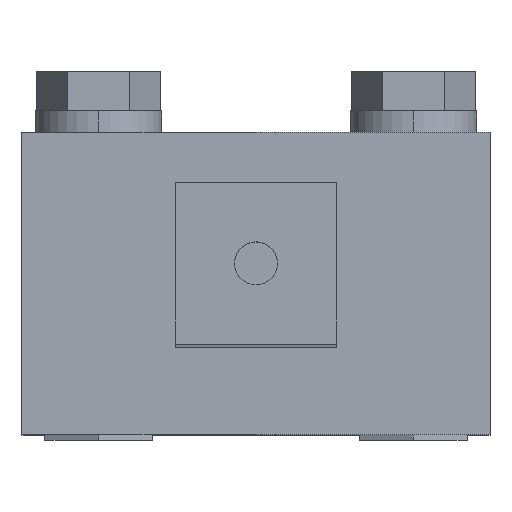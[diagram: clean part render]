
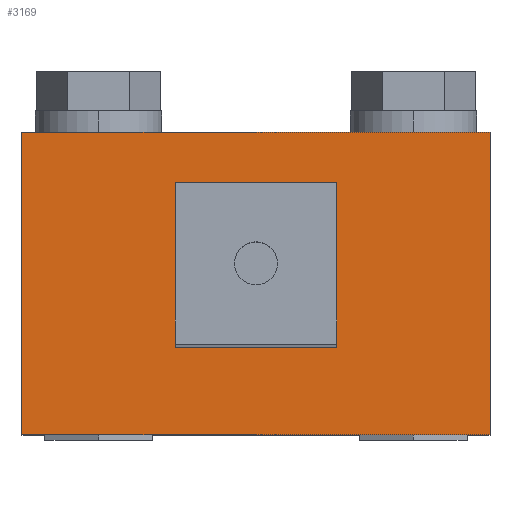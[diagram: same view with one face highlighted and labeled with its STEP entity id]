
A CAD part, top view. The second image highlights one B-rep face of the part: STEP entity #3169.
In plain terms, the highlighted planar face has unit normal (0, 0, 1).
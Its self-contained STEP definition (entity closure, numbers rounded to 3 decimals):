
#212=DIRECTION('',(0.,1.,0.));
#213=VECTOR('',#212,15.);
#214=CARTESIAN_POINT('',(7.5,-7.5,41.5));
#215=LINE('',#214,#213);
#226=DIRECTION('',(0.,-1.,0.));
#227=VECTOR('',#226,28.125);
#228=CARTESIAN_POINT('',(21.75,12.5,41.5));
#229=LINE('',#228,#227);
#254=DIRECTION('',(-1.,0.,0.));
#255=VECTOR('',#254,43.5);
#256=CARTESIAN_POINT('',(21.75,-15.625,41.5));
#257=LINE('',#256,#255);
#485=DIRECTION('',(0.,1.,0.));
#486=VECTOR('',#485,28.125);
#487=CARTESIAN_POINT('',(-21.75,-15.625,41.5));
#488=LINE('',#487,#486);
#814=DIRECTION('',(1.,0.,0.));
#815=VECTOR('',#814,43.5);
#816=CARTESIAN_POINT('',(-21.75,12.5,41.5));
#817=LINE('',#816,#815);
#1478=DIRECTION('',(-1.,0.,0.));
#1479=VECTOR('',#1478,15.);
#1480=CARTESIAN_POINT('',(7.5,7.5,41.5));
#1481=LINE('',#1480,#1479);
#1852=DIRECTION('',(0.,-1.,0.));
#1853=VECTOR('',#1852,15.);
#1854=CARTESIAN_POINT('',(-7.5,7.5,41.5));
#1855=LINE('',#1854,#1853);
#1866=DIRECTION('',(1.,0.,0.));
#1867=VECTOR('',#1866,15.);
#1868=CARTESIAN_POINT('',(-7.5,-7.5,41.5));
#1869=LINE('',#1868,#1867);
#2714=CARTESIAN_POINT('',(-21.75,-15.625,41.5));
#2715=CARTESIAN_POINT('',(-21.75,12.5,41.5));
#2716=VERTEX_POINT('',#2714);
#2717=VERTEX_POINT('',#2715);
#2756=CARTESIAN_POINT('',(21.75,-15.625,41.5));
#2757=VERTEX_POINT('',#2756);
#2764=CARTESIAN_POINT('',(21.75,12.5,41.5));
#2765=VERTEX_POINT('',#2764);
#2770=CARTESIAN_POINT('',(7.5,7.5,41.5));
#2771=CARTESIAN_POINT('',(-7.5,7.5,41.5));
#2772=VERTEX_POINT('',#2770);
#2773=VERTEX_POINT('',#2771);
#2774=CARTESIAN_POINT('',(7.5,-7.5,41.5));
#2775=VERTEX_POINT('',#2774);
#2776=CARTESIAN_POINT('',(-7.5,-7.5,41.5));
#2777=VERTEX_POINT('',#2776);
#3145=CARTESIAN_POINT('',(7.6,-7.6,41.5));
#3146=DIRECTION('',(0.,0.,-1.));
#3147=DIRECTION('',(0.,-1.,0.));
#3148=AXIS2_PLACEMENT_3D('',#3145,#3146,#3147);
#3149=PLANE('',#3148);
#3151=ORIENTED_EDGE('',*,*,#3150,.T.);
#3153=ORIENTED_EDGE('',*,*,#3152,.T.);
#3155=ORIENTED_EDGE('',*,*,#3154,.T.);
#3157=ORIENTED_EDGE('',*,*,#3156,.T.);
#3158=EDGE_LOOP('',(#3151,#3153,#3155,#3157));
#3159=FACE_OUTER_BOUND('',#3158,.F.);
#3161=ORIENTED_EDGE('',*,*,#3160,.T.);
#3163=ORIENTED_EDGE('',*,*,#3162,.T.);
#3165=ORIENTED_EDGE('',*,*,#3164,.T.);
#3166=ORIENTED_EDGE('',*,*,#3128,.T.);
#3167=EDGE_LOOP('',(#3161,#3163,#3165,#3166));
#3168=FACE_BOUND('',#3167,.F.);
#3128=EDGE_CURVE('',#2775,#2772,#215,.T.);
#3150=EDGE_CURVE('',#2765,#2757,#229,.T.);
#3152=EDGE_CURVE('',#2757,#2716,#257,.T.);
#3154=EDGE_CURVE('',#2716,#2717,#488,.T.);
#3156=EDGE_CURVE('',#2717,#2765,#817,.T.);
#3160=EDGE_CURVE('',#2772,#2773,#1481,.T.);
#3162=EDGE_CURVE('',#2773,#2777,#1855,.T.);
#3164=EDGE_CURVE('',#2777,#2775,#1869,.T.);
#3169=ADVANCED_FACE('',(#3159,#3168),#3149,.F.);
